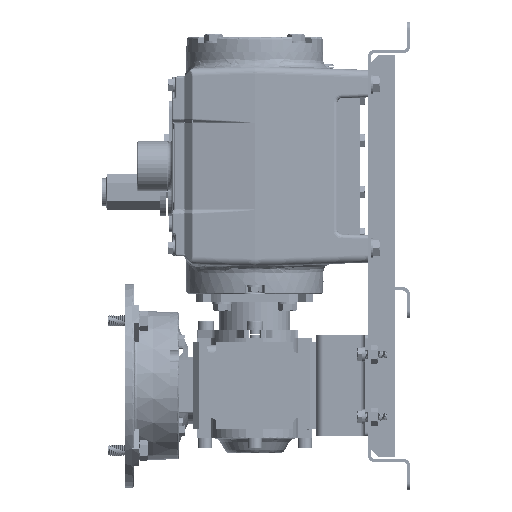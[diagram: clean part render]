
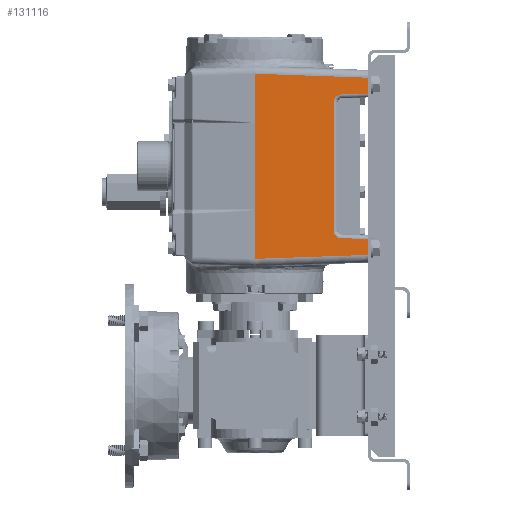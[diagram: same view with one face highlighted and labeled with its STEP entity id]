
A CAD part, left-side view. The second image highlights one B-rep face of the part: STEP entity #131116.
In plain terms, the highlighted planar face has unit normal (-0.999, -0.035, 0).
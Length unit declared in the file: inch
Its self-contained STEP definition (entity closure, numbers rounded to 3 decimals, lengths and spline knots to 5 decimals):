
#1097 = FACE_OUTER_BOUND ( 'NONE', #23972, .T. ) ;
#2482 = ORIENTED_EDGE ( 'NONE', *, *, #86302, .T. ) ;
#2576 = VERTEX_POINT ( 'NONE', #126985 ) ;
#3213 = AXIS2_PLACEMENT_3D ( 'NONE', #115129, #32387, #129031 ) ;
#4019 =( BOUNDED_CURVE ( )  B_SPLINE_CURVE ( 3, ( #51626, #134414, #148296, #65531 ),
 .UNSPECIFIED., .F., .T. ) 
 B_SPLINE_CURVE_WITH_KNOTS ( ( 4, 4 ),
 ( 0., 0.08458 ),
 .UNSPECIFIED. ) 
 CURVE ( )  GEOMETRIC_REPRESENTATION_ITEM ( )  RATIONAL_B_SPLINE_CURVE ( ( 1., 0.999, 0.999, 1. ) ) 
 REPRESENTATION_ITEM ( '' )  );
#4718 = CARTESIAN_POINT ( 'NONE',  ( -4.52841, 0.105, 0.03494 ) ) ;
#5198 = ORIENTED_EDGE ( 'NONE', *, *, #64546, .T. ) ;
#5286 =( BOUNDED_CURVE ( )  B_SPLINE_CURVE ( 3, ( #141955, #59806, #142554, #156476 ),
 .UNSPECIFIED., .F., .T. ) 
 B_SPLINE_CURVE_WITH_KNOTS ( ( 4, 4 ),
 ( 3.14159, 4.67748 ),
 .UNSPECIFIED. ) 
 CURVE ( )  GEOMETRIC_REPRESENTATION_ITEM ( )  RATIONAL_B_SPLINE_CURVE ( ( 1., 0.813, 0.813, 1. ) ) 
 REPRESENTATION_ITEM ( '' )  );
#7056 = LINE ( 'NONE', #175406, #43874 ) ;
#7950 = ORIENTED_EDGE ( 'NONE', *, *, #169004, .T. ) ;
#9676 = CARTESIAN_POINT ( 'NONE',  ( -4.65487, 3.72626, 2.875 ) ) ;
#14224 = CARTESIAN_POINT ( 'NONE',  ( -4.65768, 3.80682, 0.67245 ) ) ;
#15015 = CARTESIAN_POINT ( 'NONE',  ( -4.56667, 1.20064, 0.82286 ) ) ;
#17040 = VECTOR ( 'NONE', #81301, 39.37008 ) ;
#17907 = EDGE_CURVE ( 'NONE', #153928, #152827, #55126, .T. ) ;
#18366 = EDGE_CURVE ( 'NONE', #29013, #162787, #113149, .T. ) ;
#23972 = EDGE_LOOP ( 'NONE', ( #85016, #130421, #109771, #90160, #37762, #100365, #156856, #31609, #119467, #113065, #7950, #2482, #5198, #82624 ) ) ;
#24323 = CARTESIAN_POINT ( 'NONE',  ( -4.52841, 0.105, 0.54318 ) ) ;
#25547 = LINE ( 'NONE', #32735, #131500 ) ;
#25650 = CARTESIAN_POINT ( 'NONE',  ( -4.52841, 0.105, 2.875 ) ) ;
#27258 =( BOUNDED_CURVE ( )  B_SPLINE_CURVE ( 3, ( #121521, #148794, #52718, #149422 ),
 .UNSPECIFIED., .F., .F. ) 
 B_SPLINE_CURVE_WITH_KNOTS ( ( 4, 4 ),
 ( 3.05702, 3.14159 ),
 .UNSPECIFIED. ) 
 CURVE ( )  GEOMETRIC_REPRESENTATION_ITEM ( )  RATIONAL_B_SPLINE_CURVE ( ( 1., 0.999, 0.999, 1. ) ) 
 REPRESENTATION_ITEM ( '' )  );
#27769 = LINE ( 'NONE', #14224, #64525 ) ;
#29013 = VERTEX_POINT ( 'NONE', #56731 ) ;
#30904 = EDGE_CURVE ( 'NONE', #71199, #139696, #32646, .T. ) ;
#31609 = ORIENTED_EDGE ( 'NONE', *, *, #42942, .T. ) ;
#32387 = DIRECTION ( 'NONE',  ( -0.999, -0.035, 0. ) ) ;
#32646 = LINE ( 'NONE', #40115, #65120 ) ;
#32735 = CARTESIAN_POINT ( 'NONE',  ( -4.655, 3.73, 2.875 ) ) ;
#37762 = ORIENTED_EDGE ( 'NONE', *, *, #18366, .T. ) ;
#39234 = EDGE_CURVE ( 'NONE', #71199, #138755, #27769, .T. ) ;
#40115 = CARTESIAN_POINT ( 'NONE',  ( -4.52841, 0.105, 2.875 ) ) ;
#40978 = EDGE_CURVE ( 'NONE', #162787, #154292, #4019, .T. ) ;
#42942 = EDGE_CURVE ( 'NONE', #58513, #139696, #92606, .T. ) ;
#43413 = VERTEX_POINT ( 'NONE', #64240 ) ;
#43874 = VECTOR ( 'NONE', #50971, 39.37008 ) ;
#45746 = PLANE ( 'NONE',  #3213 ) ;
#46874 = DIRECTION ( 'NONE',  ( -0.035, 0.999, 0.035 ) ) ;
#49607 = CARTESIAN_POINT ( 'NONE',  ( -4.56667, 1.20064, 0.68044 ) ) ;
#50971 = DIRECTION ( 'NONE',  ( 0., 0., 1. ) ) ;
#51626 = CARTESIAN_POINT ( 'NONE',  ( -4.65487, 3.72626, 1.50082 ) ) ;
#52718 = CARTESIAN_POINT ( 'NONE',  ( -4.65487, 3.72626, 4.2527 ) ) ;
#54732 = DIRECTION ( 'NONE',  ( 0.035, -0.999, 0.035 ) ) ;
#55126 = LINE ( 'NONE', #77583, #128552 ) ;
#56731 = CARTESIAN_POINT ( 'NONE',  ( -4.65487, 3.72626, 4.24918 ) ) ;
#57956 = LINE ( 'NONE', #65061, #94723 ) ;
#58513 = VERTEX_POINT ( 'NONE', #143164 ) ;
#59806 = CARTESIAN_POINT ( 'NONE',  ( -4.56667, 1.20064, 5.06956 ) ) ;
#60054 = CARTESIAN_POINT ( 'NONE',  ( -4.65487, 3.72626, 1.50082 ) ) ;
#61544 = CARTESIAN_POINT ( 'NONE',  ( -4.56667, 1.20064, 2.875 ) ) ;
#63492 = DIRECTION ( 'NONE',  ( 0., 0., -1. ) ) ;
#64240 = CARTESIAN_POINT ( 'NONE',  ( -4.655, 3.73, 4.25974 ) ) ;
#64525 = VECTOR ( 'NONE', #46874, 39.37008 ) ;
#64546 = EDGE_CURVE ( 'NONE', #126069, #171774, #5286, .T. ) ;
#65061 = CARTESIAN_POINT ( 'NONE',  ( -4.65768, 3.80682, 5.07755 ) ) ;
#65120 = VECTOR ( 'NONE', #177809, 39.37008 ) ;
#65531 = CARTESIAN_POINT ( 'NONE',  ( -4.655, 3.73, 1.49026 ) ) ;
#69618 = EDGE_CURVE ( 'NONE', #58513, #154292, #7056, .T. ) ;
#71199 = VERTEX_POINT ( 'NONE', #24323 ) ;
#75202 = CARTESIAN_POINT ( 'NONE',  ( -4.56667, 1.20064, 4.92714 ) ) ;
#76243 = CARTESIAN_POINT ( 'NONE',  ( -4.56322, 1.1017, 0.57798 ) ) ;
#76250 = CARTESIAN_POINT ( 'NONE',  ( -4.655, 3.73, 5.84165 ) ) ;
#76992 = DIRECTION ( 'NONE',  ( -0.035, 0.999, 0.035 ) ) ;
#77583 = CARTESIAN_POINT ( 'NONE',  ( -4.6553, 3.7387, 5.84196 ) ) ;
#81301 = DIRECTION ( 'NONE',  ( 0., 0., -1. ) ) ;
#82624 = ORIENTED_EDGE ( 'NONE', *, *, #96790, .T. ) ;
#85016 = ORIENTED_EDGE ( 'NONE', *, *, #165438, .F. ) ;
#86302 = EDGE_CURVE ( 'NONE', #139551, #126069, #157319, .T. ) ;
#90160 = ORIENTED_EDGE ( 'NONE', *, *, #147940, .T. ) ;
#90685 = CARTESIAN_POINT ( 'NONE',  ( -4.55825, 0.95936, 0.57301 ) ) ;
#92606 = LINE ( 'NONE', #151435, #129324 ) ;
#94723 = VECTOR ( 'NONE', #147837, 39.37008 ) ;
#95852 = VECTOR ( 'NONE', #63492, 39.37008 ) ;
#96790 = EDGE_CURVE ( 'NONE', #171774, #2576, #57956, .T. ) ;
#100365 = ORIENTED_EDGE ( 'NONE', *, *, #40978, .T. ) ;
#102185 = DIRECTION ( 'NONE',  ( 0., 0., 1. ) ) ;
#109771 = ORIENTED_EDGE ( 'NONE', *, *, #117012, .F. ) ;
#113065 = ORIENTED_EDGE ( 'NONE', *, *, #39234, .T. ) ;
#113149 = LINE ( 'NONE', #9676, #95852 ) ;
#115129 = CARTESIAN_POINT ( 'NONE',  ( -4.655, 3.73, 2.875 ) ) ;
#117012 = EDGE_CURVE ( 'NONE', #43413, #152827, #25547, .T. ) ;
#119467 = ORIENTED_EDGE ( 'NONE', *, *, #30904, .F. ) ;
#121521 = CARTESIAN_POINT ( 'NONE',  ( -4.655, 3.73, 4.25974 ) ) ;
#122266 = CARTESIAN_POINT ( 'NONE',  ( -4.55825, 0.95936, 0.57301 ) ) ;
#126069 = VERTEX_POINT ( 'NONE', #75202 ) ;
#126985 = CARTESIAN_POINT ( 'NONE',  ( -4.52841, 0.105, 5.20682 ) ) ;
#128552 = VECTOR ( 'NONE', #76992, 39.37008 ) ;
#129031 = DIRECTION ( 'NONE',  ( 0.035, -0.999, 0. ) ) ;
#129324 = VECTOR ( 'NONE', #54732, 39.37008 ) ;
#130421 = ORIENTED_EDGE ( 'NONE', *, *, #17907, .T. ) ;
#131116 = ADVANCED_FACE ( 'NONE', ( #1097 ), #45746, .T. ) ;
#131500 = VECTOR ( 'NONE', #102185, 39.37008 ) ;
#134051 =( BOUNDED_CURVE ( )  B_SPLINE_CURVE ( 3, ( #90685, #76243, #49607, #146232 ),
 .UNSPECIFIED., .F., .T. ) 
 B_SPLINE_CURVE_WITH_KNOTS ( ( 4, 4 ),
 ( 4.7473, 6.28319 ),
 .UNSPECIFIED. ) 
 CURVE ( )  GEOMETRIC_REPRESENTATION_ITEM ( )  RATIONAL_B_SPLINE_CURVE ( ( 1., 0.813, 0.813, 1. ) ) 
 REPRESENTATION_ITEM ( '' )  );
#134414 = CARTESIAN_POINT ( 'NONE',  ( -4.65487, 3.72626, 1.4973 ) ) ;
#138755 = VERTEX_POINT ( 'NONE', #122266 ) ;
#139551 = VERTEX_POINT ( 'NONE', #15015 ) ;
#139696 = VERTEX_POINT ( 'NONE', #4718 ) ;
#141955 = CARTESIAN_POINT ( 'NONE',  ( -4.56667, 1.20064, 4.92714 ) ) ;
#142554 = CARTESIAN_POINT ( 'NONE',  ( -4.56322, 1.1017, 5.17202 ) ) ;
#143164 = CARTESIAN_POINT ( 'NONE',  ( -4.655, 3.73, -0.09165 ) ) ;
#144434 = CARTESIAN_POINT ( 'NONE',  ( -4.52841, 0.105, 5.71506 ) ) ;
#146232 = CARTESIAN_POINT ( 'NONE',  ( -4.56667, 1.20064, 0.82286 ) ) ;
#147837 = DIRECTION ( 'NONE',  ( 0.035, -0.999, 0.035 ) ) ;
#147940 = EDGE_CURVE ( 'NONE', #43413, #29013, #27258, .T. ) ;
#148296 = CARTESIAN_POINT ( 'NONE',  ( -4.65491, 3.72751, 1.49378 ) ) ;
#148794 = CARTESIAN_POINT ( 'NONE',  ( -4.65491, 3.72751, 4.25622 ) ) ;
#149115 = LINE ( 'NONE', #25650, #17040 ) ;
#149422 = CARTESIAN_POINT ( 'NONE',  ( -4.65487, 3.72626, 4.24918 ) ) ;
#151435 = CARTESIAN_POINT ( 'NONE',  ( -4.65139, 3.62665, -0.08804 ) ) ;
#152323 = CARTESIAN_POINT ( 'NONE',  ( -4.55825, 0.95936, 5.17699 ) ) ;
#152827 = VERTEX_POINT ( 'NONE', #76250 ) ;
#152990 = VECTOR ( 'NONE', #172106, 39.37008 ) ;
#153928 = VERTEX_POINT ( 'NONE', #144434 ) ;
#154292 = VERTEX_POINT ( 'NONE', #178718 ) ;
#156476 = CARTESIAN_POINT ( 'NONE',  ( -4.55825, 0.95936, 5.17699 ) ) ;
#156856 = ORIENTED_EDGE ( 'NONE', *, *, #69618, .F. ) ;
#157319 = LINE ( 'NONE', #61544, #152990 ) ;
#162787 = VERTEX_POINT ( 'NONE', #60054 ) ;
#165438 = EDGE_CURVE ( 'NONE', #153928, #2576, #149115, .T. ) ;
#169004 = EDGE_CURVE ( 'NONE', #138755, #139551, #134051, .T. ) ;
#171774 = VERTEX_POINT ( 'NONE', #152323 ) ;
#172106 = DIRECTION ( 'NONE',  ( 0., 0., 1. ) ) ;
#175406 = CARTESIAN_POINT ( 'NONE',  ( -4.655, 3.73, 2.875 ) ) ;
#177809 = DIRECTION ( 'NONE',  ( 0., 0., -1. ) ) ;
#178718 = CARTESIAN_POINT ( 'NONE',  ( -4.655, 3.73, 1.49026 ) ) ;
